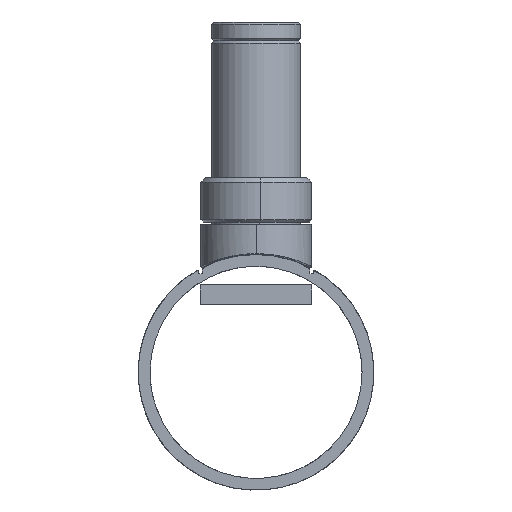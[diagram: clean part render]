
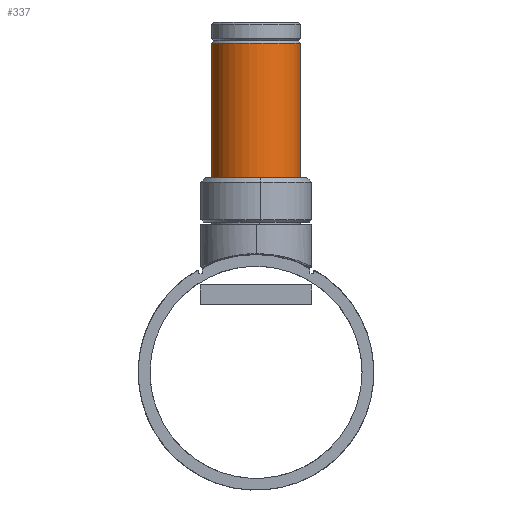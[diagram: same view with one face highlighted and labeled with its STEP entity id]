
A CAD part, left-side view. The second image highlights one B-rep face of the part: STEP entity #337.
In plain terms, the highlighted free-form (B-spline) face has degree [2, 1] with [5, 2] control points.
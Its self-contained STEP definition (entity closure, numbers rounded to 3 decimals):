
#98=(
BOUNDED_CURVE()
B_SPLINE_CURVE(2,(#3361,#3362,#3363,#3364,#3365),.UNSPECIFIED.,.F.,.F.)
B_SPLINE_CURVE_WITH_KNOTS((3,2,3),(0.,14.923,29.845),
 .UNSPECIFIED.)
CURVE()
GEOMETRIC_REPRESENTATION_ITEM()
RATIONAL_B_SPLINE_CURVE((1.,0.707,1.,0.707,1.))
REPRESENTATION_ITEM('')
);
#99=(
BOUNDED_CURVE()
B_SPLINE_CURVE(1,(#3366,#3367),.UNSPECIFIED.,.F.,.F.)
B_SPLINE_CURVE_WITH_KNOTS((2,2),(0.,28.5),.UNSPECIFIED.)
CURVE()
GEOMETRIC_REPRESENTATION_ITEM()
RATIONAL_B_SPLINE_CURVE((1.,1.))
REPRESENTATION_ITEM('')
);
#100=(
BOUNDED_CURVE()
B_SPLINE_CURVE(2,(#3368,#3369,#3370,#3371,#3372),.UNSPECIFIED.,.F.,.F.)
B_SPLINE_CURVE_WITH_KNOTS((3,2,3),(0.,14.923,29.845),
 .UNSPECIFIED.)
CURVE()
GEOMETRIC_REPRESENTATION_ITEM()
RATIONAL_B_SPLINE_CURVE((1.,0.707,1.,0.707,1.))
REPRESENTATION_ITEM('')
);
#169=(
BOUNDED_CURVE()
B_SPLINE_CURVE(1,(#4037,#4038),.UNSPECIFIED.,.F.,.F.)
B_SPLINE_CURVE_WITH_KNOTS((2,2),(0.,28.5),.UNSPECIFIED.)
CURVE()
GEOMETRIC_REPRESENTATION_ITEM()
RATIONAL_B_SPLINE_CURVE((1.,1.))
REPRESENTATION_ITEM('')
);
#251=(
BOUNDED_SURFACE()
B_SPLINE_SURFACE(2,1,((#2759,#2760),(#2761,#2762),(#2763,#2764),(#2765,
#2766),(#2767,#2768)),.UNSPECIFIED.,.F.,.F.,.F.)
B_SPLINE_SURFACE_WITH_KNOTS((3,2,3),(2,2),(0.,14.923,29.845),
(0.,28.5),.UNSPECIFIED.)
GEOMETRIC_REPRESENTATION_ITEM()
RATIONAL_B_SPLINE_SURFACE(((1.,1.),(0.707,0.707),
(1.,1.),(0.707,0.707),(1.,1.)))
REPRESENTATION_ITEM('')
SURFACE()
);
#337=ADVANCED_FACE('',(#436),#251,.T.);
#436=FACE_OUTER_BOUND('',#537,.T.);
#537=EDGE_LOOP('',(#784,#785,#786,#787));
#784=ORIENTED_EDGE('',*,*,#1242,.T.);
#785=ORIENTED_EDGE('',*,*,#1137,.F.);
#786=ORIENTED_EDGE('',*,*,#1136,.F.);
#787=ORIENTED_EDGE('',*,*,#1135,.T.);
#1135=EDGE_CURVE('',#1365,#1433,#98,.T.);
#1136=EDGE_CURVE('',#1365,#1366,#99,.T.);
#1137=EDGE_CURVE('',#1366,#1434,#100,.T.);
#1242=EDGE_CURVE('',#1433,#1434,#169,.T.);
#1365=VERTEX_POINT('',#3033);
#1366=VERTEX_POINT('',#3034);
#1433=VERTEX_POINT('',#3101);
#1434=VERTEX_POINT('',#3102);
#2759=CARTESIAN_POINT('',(-822.378,-7.227,45.175));
#2760=CARTESIAN_POINT('',(-822.378,-7.227,16.675));
#2761=CARTESIAN_POINT('',(-831.855,-6.57,45.175));
#2762=CARTESIAN_POINT('',(-831.855,-6.57,16.675));
#2763=CARTESIAN_POINT('',(-831.198,2.907,45.175));
#2764=CARTESIAN_POINT('',(-831.198,2.907,16.675));
#2765=CARTESIAN_POINT('',(-830.541,12.384,45.175));
#2766=CARTESIAN_POINT('',(-830.541,12.384,16.675));
#2767=CARTESIAN_POINT('',(-821.064,11.727,45.175));
#2768=CARTESIAN_POINT('',(-821.064,11.727,16.675));
#3033=CARTESIAN_POINT('',(-822.378,-7.227,45.175));
#3034=CARTESIAN_POINT('',(-822.378,-7.227,16.675));
#3101=CARTESIAN_POINT('',(-821.064,11.727,45.175));
#3102=CARTESIAN_POINT('',(-821.064,11.727,16.675));
#3361=CARTESIAN_POINT('',(-822.378,-7.227,45.175));
#3362=CARTESIAN_POINT('',(-831.855,-6.57,45.175));
#3363=CARTESIAN_POINT('',(-831.198,2.907,45.175));
#3364=CARTESIAN_POINT('',(-830.541,12.384,45.175));
#3365=CARTESIAN_POINT('',(-821.064,11.727,45.175));
#3366=CARTESIAN_POINT('',(-822.378,-7.227,45.175));
#3367=CARTESIAN_POINT('',(-822.378,-7.227,16.675));
#3368=CARTESIAN_POINT('',(-822.378,-7.227,16.675));
#3369=CARTESIAN_POINT('',(-831.855,-6.57,16.675));
#3370=CARTESIAN_POINT('',(-831.198,2.907,16.675));
#3371=CARTESIAN_POINT('',(-830.541,12.384,16.675));
#3372=CARTESIAN_POINT('',(-821.064,11.727,16.675));
#4037=CARTESIAN_POINT('',(-821.064,11.727,45.175));
#4038=CARTESIAN_POINT('',(-821.064,11.727,16.675));
